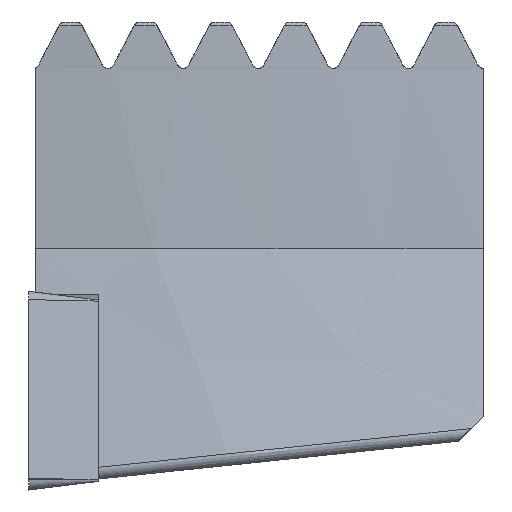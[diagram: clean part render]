
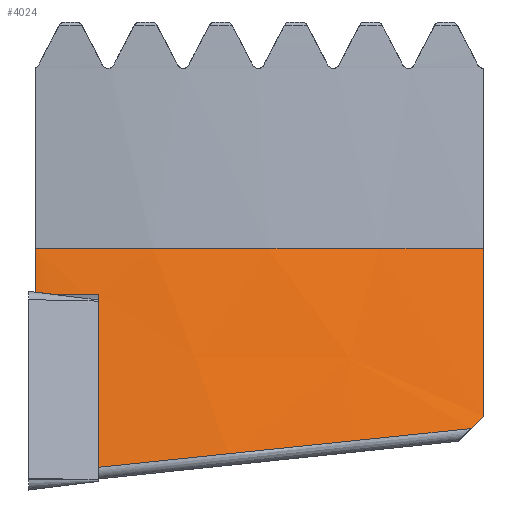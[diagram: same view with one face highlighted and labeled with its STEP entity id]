
A CAD part, left-side view. The second image highlights one B-rep face of the part: STEP entity #4024.
In plain terms, the highlighted conical face has half-angle 10 degrees and reference radius 70 mm.
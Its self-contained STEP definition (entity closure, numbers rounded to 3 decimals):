
#1510=VERTEX_POINT('NONE',#4358);
#1922=EDGE_CURVE('NONE',#2198,#2258,#4807,.F.);
#2036=EDGE_CURVE('NONE',#2412,#2258,#4932,.T.);
#2198=VERTEX_POINT('NONE',#5111);
#2258=VERTEX_POINT('NONE',#5178);
#2412=VERTEX_POINT('NONE',#5350);
#2470=VERTEX_POINT('NONE',#5414);
#2722=VERTEX_POINT('NONE',#5690);
#2856=VERTEX_POINT('NONE',#5844);
#2976=EDGE_CURVE('NONE',#2722,#1510,#5973,.F.);
#3064=EDGE_CURVE('NONE',#2412,#3574,#6064,.F.);
#3308=VERTEX_POINT('NONE',#6328);
#3352=EDGE_CURVE('NONE',#2470,#3308,#6374,.T.);
#3574=VERTEX_POINT('NONE',#6609);
#3910=EDGE_CURVE('NONE',#3308,#3574,#6968,.T.);
#4016=EDGE_CURVE('NONE',#2722,#2198,#7082,.T.);
#4024=ADVANCED_FACE('NONE',(#7090),#7091,.T.);
#4224=EDGE_CURVE('NONE',#2470,#2856,#7327,.T.);
#4226=EDGE_CURVE('NONE',#2856,#1510,#7329,.F.);
#4358=CARTESIAN_POINT('',(4.,-0.56,19.326));
#4807=ELLIPSE('',#8690,114.892,79.968);
#4932=B_SPLINE_CURVE_WITH_KNOTS('',3,(#8937,#8938,#8939,#8940,#8941,#8942,#8943,#8944,#8945,#8946,#8947,#8948,#8949),.UNSPECIFIED.,.F.,.F.,(4,3,3,3,4),(0.0,0.2,0.77,0.833,1.0),.UNSPECIFIED.);
#5111=CARTESIAN_POINT('',(11.223,-36.36,5.903));
#5178=CARTESIAN_POINT('',(10.466,-35.369,4.912));
#5350=CARTESIAN_POINT('',(1.098,-5.574,1.814));
#5414=CARTESIAN_POINT('',(3.37,-2.06,15.64));
#5690=CARTESIAN_POINT('',(13.967,-36.36,19.326));
#5844=CARTESIAN_POINT('',(3.38,-0.56,15.811));
#5973=CIRCLE('',#11357,70.0);
#6064=CIRCLE('',#12332,73.088);
#6328=CARTESIAN_POINT('',(3.542,-5.56,15.64));
#6374=CIRCLE('',#13108,70.65);
#6609=CARTESIAN_POINT('',(1.097,-5.56,1.814));
#6968=(B_SPLINE_CURVE(2,(#14369,#14370,#14371),.UNSPECIFIED.,.F.,.F.)B_SPLINE_CURVE_WITH_KNOTS((3,3),(1.307,15.347),.UNSPECIFIED.)RATIONAL_B_SPLINE_CURVE((1.,1.,1.))BOUNDED_CURVE()REPRESENTATION_ITEM('')GEOMETRIC_REPRESENTATION_ITEM()CURVE());
#7082=(B_SPLINE_CURVE(2,(#14672,#14673,#14674),.UNSPECIFIED.,.F.,.F.)B_SPLINE_CURVE_WITH_KNOTS((3,3),(1.322,15.022),.UNSPECIFIED.)RATIONAL_B_SPLINE_CURVE((1.,1.,1.))BOUNDED_CURVE()REPRESENTATION_ITEM('')GEOMETRIC_REPRESENTATION_ITEM()CURVE());
#7090=FACE_OUTER_BOUND('',#14692,.T.);
#7091=CONICAL_SURFACE('',#14693,70.0,0.175);
#7327=ELLIPSE('',#15074,71.101,70.63);
#7329=LINE('',#15077,#15078);
#8690=AXIS2_PLACEMENT_3D('',#15762,#15763,#15764);
#8937=CARTESIAN_POINT('',(1.098,-5.574,1.814));
#8938=CARTESIAN_POINT('',(1.286,-7.663,2.032));
#8939=CARTESIAN_POINT('',(1.564,-9.744,2.248));
#8940=CARTESIAN_POINT('',(1.93,-11.809,2.463));
#8941=CARTESIAN_POINT('',(2.975,-17.696,3.075));
#8942=CARTESIAN_POINT('',(4.744,-23.455,3.674));
#8943=CARTESIAN_POINT('',(7.187,-28.917,4.241));
#8944=CARTESIAN_POINT('',(7.459,-29.524,4.304));
#8945=CARTESIAN_POINT('',(7.738,-30.127,4.367));
#8946=CARTESIAN_POINT('',(8.026,-30.726,4.429));
#8947=CARTESIAN_POINT('',(8.784,-32.302,4.593));
#8948=CARTESIAN_POINT('',(9.597,-33.852,4.754));
#8949=CARTESIAN_POINT('',(10.466,-35.369,4.912));
#11357=AXIS2_PLACEMENT_3D('',#17107,#17108,#17109);
#12332=AXIS2_PLACEMENT_3D('',#17167,#17168,#17169);
#13108=AXIS2_PLACEMENT_3D('',#17461,#17462,#17463);
#14369=CARTESIAN_POINT('',(3.542,-5.56,15.64));
#14370=CARTESIAN_POINT('',(2.34,-5.56,8.845));
#14371=CARTESIAN_POINT('',(1.097,-5.56,1.814));
#14672=CARTESIAN_POINT('',(13.967,-36.36,19.326));
#14673=CARTESIAN_POINT('',(12.618,-36.36,12.764));
#14674=CARTESIAN_POINT('',(11.223,-36.36,5.903));
#14692=EDGE_LOOP('',(#18132,#18133,#18134,#18135,#18136,#18137,#18138,#18139,#18140));
#14693=AXIS2_PLACEMENT_3D('',#18141,#18142,#18143);
#15074=AXIS2_PLACEMENT_3D('',#18542,#18543,#18544);
#15077=CARTESIAN_POINT('',(3.69,-0.56,17.569));
#15078=VECTOR('',#18545,1.0);
#15762=CARTESIAN_POINT('',(74.0,13.965,-44.422));
#15763=DIRECTION('',(0.,0.707,0.707));
#15764=DIRECTION('',(0.,-0.707,0.707));
#17107=CARTESIAN_POINT('',(74.0,-0.36,19.326));
#17108=DIRECTION('',(0.,0.,1.0));
#17109=DIRECTION('',(0.,1.0,0.));
#17167=CARTESIAN_POINT('',(74.0,-0.36,1.814));
#17168=DIRECTION('',(0.,0.,1.0));
#17169=DIRECTION('',(0.,1.0,0.));
#17461=CARTESIAN_POINT('',(74.0,-0.36,15.64));
#17462=DIRECTION('',(0.,0.,1.0));
#17463=DIRECTION('',(0.,1.0,0.));
#18132=ORIENTED_EDGE('',*,*,#1922,.F.);
#18133=ORIENTED_EDGE('',*,*,#4016,.F.);
#18134=ORIENTED_EDGE('',*,*,#2976,.T.);
#18135=ORIENTED_EDGE('',*,*,#4226,.F.);
#18136=ORIENTED_EDGE('',*,*,#4224,.F.);
#18137=ORIENTED_EDGE('',*,*,#3352,.T.);
#18138=ORIENTED_EDGE('',*,*,#3910,.T.);
#18139=ORIENTED_EDGE('',*,*,#3064,.F.);
#18140=ORIENTED_EDGE('',*,*,#2036,.T.);
#18141=CARTESIAN_POINT('',(74.0,-0.36,19.326));
#18142=DIRECTION('',(0.,0.,-1.0));
#18143=DIRECTION('',(0.,1.0,0.));
#18542=CARTESIAN_POINT('',(74.,-1.779,15.672));
#18543=DIRECTION('',(0.,0.113,-0.994));
#18544=DIRECTION('',(0.,-0.994,-0.113));
#18545=DIRECTION('',(-0.174,0.0,-0.985));
